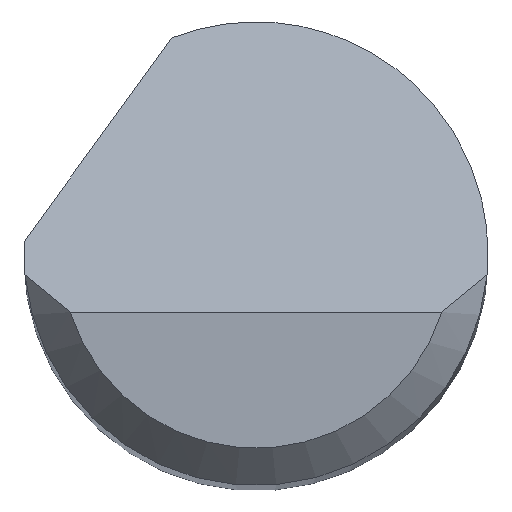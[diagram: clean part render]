
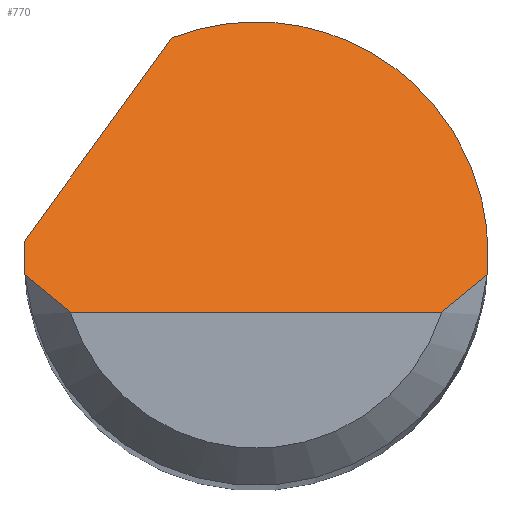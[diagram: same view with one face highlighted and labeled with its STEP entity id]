
A CAD part, top view. The second image highlights one B-rep face of the part: STEP entity #770.
In plain terms, the highlighted planar face has unit normal (0, 0.707, 0.707).
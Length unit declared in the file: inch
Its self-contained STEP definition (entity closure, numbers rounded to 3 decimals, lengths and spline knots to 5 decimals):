
#6 = DIRECTION ( 'NONE',  ( 0., -0.707, -0.707 ) ) ;
#12 = AXIS2_PLACEMENT_3D ( 'NONE', #238, #6, #247 ) ;
#14 = CARTESIAN_POINT ( 'NONE',  ( -0.09371, 0.00333, 1.47292 ) ) ;
#23 = VERTEX_POINT ( 'NONE', #590 ) ;
#30 = CARTESIAN_POINT ( 'NONE',  ( 0.03379, 0.11369, 1.36256 ) ) ;
#34 = VERTEX_POINT ( 'NONE', #647 ) ;
#45 =( BOUNDED_CURVE ( )  B_SPLINE_CURVE ( 3, ( #517, #147, #14, #152 ),
 .UNSPECIFIED., .F., .F. ) 
 B_SPLINE_CURVE_WITH_KNOTS ( ( 4, 4 ),
 ( 4.71239, 4.76575 ),
 .UNSPECIFIED. ) 
 CURVE ( )  GEOMETRIC_REPRESENTATION_ITEM ( )  RATIONAL_B_SPLINE_CURVE ( ( 1., 1., 1., 1. ) ) 
 REPRESENTATION_ITEM ( '' )  );
#53 = CARTESIAN_POINT ( 'NONE',  ( 0., -0.02375, 1.5 ) ) ;
#67 = VERTEX_POINT ( 'NONE', #708 ) ;
#110 = VECTOR ( 'NONE', #763, 39.37008 ) ;
#114 =( BOUNDED_CURVE ( )  B_SPLINE_CURVE ( 3, ( #260, #681, #676, #747 ),
 .UNSPECIFIED., .F., .T. ) 
 B_SPLINE_CURVE_WITH_KNOTS ( ( 4, 4 ),
 ( 1.5708, 1.66427 ),
 .UNSPECIFIED. ) 
 CURVE ( )  GEOMETRIC_REPRESENTATION_ITEM ( )  RATIONAL_B_SPLINE_CURVE ( ( 1., 0.999, 0.999, 1. ) ) 
 REPRESENTATION_ITEM ( '' )  );
#127 = VERTEX_POINT ( 'NONE', #493 ) ;
#131 = VERTEX_POINT ( 'NONE', #431 ) ;
#132 = FACE_OUTER_BOUND ( 'NONE', #344, .T. ) ;
#140 = ORIENTED_EDGE ( 'NONE', *, *, #350, .T. ) ;
#147 = CARTESIAN_POINT ( 'NONE',  ( -0.09375, 0.00167, 1.47458 ) ) ;
#151 =( BOUNDED_CURVE ( )  B_SPLINE_CURVE ( 3, ( #578, #30, #453, #519 ),
 .UNSPECIFIED., .F., .T. ) 
 B_SPLINE_CURVE_WITH_KNOTS ( ( 4, 4 ),
 ( 5.91277, 7.85398 ),
 .UNSPECIFIED. ) 
 CURVE ( )  GEOMETRIC_REPRESENTATION_ITEM ( )  RATIONAL_B_SPLINE_CURVE ( ( 1., 0.71, 0.71, 1. ) ) 
 REPRESENTATION_ITEM ( '' )  );
#152 = CARTESIAN_POINT ( 'NONE',  ( -0.09362, 0.005, 1.47125 ) ) ;
#155 = VERTEX_POINT ( 'NONE', #731 ) ;
#170 = EDGE_CURVE ( 'NONE', #127, #510, #623, .T. ) ;
#199 = CARTESIAN_POINT ( 'NONE',  ( -0.08157, -0.019, 1.49525 ) ) ;
#208 = CARTESIAN_POINT ( 'NONE',  ( -0.09361, -0.00584, 1.48209 ) ) ;
#211 = CARTESIAN_POINT ( 'NONE',  ( -0.09334, -0.00875, 1.485 ) ) ;
#214 = ORIENTED_EDGE ( 'NONE', *, *, #639, .F. ) ;
#238 = CARTESIAN_POINT ( 'NONE',  ( -0.09375, -0.02375, 1.5 ) ) ;
#245 = CARTESIAN_POINT ( 'NONE',  ( 0.07508, -0.02375, 1.5 ) ) ;
#247 = DIRECTION ( 'NONE',  ( 0., 0.707, -0.707 ) ) ;
#260 = CARTESIAN_POINT ( 'NONE',  ( 0.09375, 0., 1.47625 ) ) ;
#275 = VECTOR ( 'NONE', #687, 39.37008 ) ;
#276 = EDGE_CURVE ( 'NONE', #34, #67, #151, .T. ) ;
#312 = ORIENTED_EDGE ( 'NONE', *, *, #564, .F. ) ;
#316 = CARTESIAN_POINT ( 'NONE',  ( 0.08157, -0.019, 1.49525 ) ) ;
#318 = CARTESIAN_POINT ( 'NONE',  ( -0.11014, -0.01781, 1.49406 ) ) ;
#325 = CARTESIAN_POINT ( 'NONE',  ( -0.07508, -0.02375, 1.5 ) ) ;
#330 = B_SPLINE_CURVE_WITH_KNOTS ( 'NONE', 3,
 ( #211, #571, #199, #325 ),
 .UNSPECIFIED., .F., .F.,
 ( 4, 4 ),
 ( 0., 0.00071 ),
 .UNSPECIFIED. ) ;
#344 = EDGE_LOOP ( 'NONE', ( #140, #588, #214, #444, #461, #312, #755, #692 ) ) ;
#350 = EDGE_CURVE ( 'NONE', #23, #127, #477, .T. ) ;
#378 = LINE ( 'NONE', #318, #275 ) ;
#389 = CARTESIAN_POINT ( 'NONE',  ( -0.09375, 0., 1.47625 ) ) ;
#429 = CARTESIAN_POINT ( 'NONE',  ( -0.09375, 0., 1.47625 ) ) ;
#431 = CARTESIAN_POINT ( 'NONE',  ( -0.09334, -0.00875, 1.485 ) ) ;
#444 = ORIENTED_EDGE ( 'NONE', *, *, #276, .F. ) ;
#453 = CARTESIAN_POINT ( 'NONE',  ( 0.09375, 0.07266, 1.40359 ) ) ;
#461 = ORIENTED_EDGE ( 'NONE', *, *, #539, .F. ) ;
#477 = LINE ( 'NONE', #53, #110 ) ;
#489 = CARTESIAN_POINT ( 'NONE',  ( 0.08761, -0.01397, 1.49022 ) ) ;
#491 = PLANE ( 'NONE',  #12 ) ;
#492 = CARTESIAN_POINT ( 'NONE',  ( 0.09334, -0.00875, 1.485 ) ) ;
#493 = CARTESIAN_POINT ( 'NONE',  ( 0.07508, -0.02375, 1.5 ) ) ;
#510 = VERTEX_POINT ( 'NONE', #492 ) ;
#517 = CARTESIAN_POINT ( 'NONE',  ( -0.09375, 0., 1.47625 ) ) ;
#519 = CARTESIAN_POINT ( 'NONE',  ( 0.09375, 0., 1.47625 ) ) ;
#533 = EDGE_CURVE ( 'NONE', #131, #23, #330, .T. ) ;
#539 = EDGE_CURVE ( 'NONE', #155, #34, #378, .T. ) ;
#564 = EDGE_CURVE ( 'NONE', #697, #155, #45, .T. ) ;
#571 = CARTESIAN_POINT ( 'NONE',  ( -0.08761, -0.01397, 1.49022 ) ) ;
#578 = CARTESIAN_POINT ( 'NONE',  ( -0.03394, 0.08739, 1.38886 ) ) ;
#588 = ORIENTED_EDGE ( 'NONE', *, *, #170, .T. ) ;
#590 = CARTESIAN_POINT ( 'NONE',  ( -0.07508, -0.02375, 1.5 ) ) ;
#623 = B_SPLINE_CURVE_WITH_KNOTS ( 'NONE', 3,
 ( #245, #316, #489, #721 ),
 .UNSPECIFIED., .F., .F.,
 ( 4, 4 ),
 ( 0., 0.00071 ),
 .UNSPECIFIED. ) ;
#639 = EDGE_CURVE ( 'NONE', #67, #510, #114, .T. ) ;
#647 = CARTESIAN_POINT ( 'NONE',  ( -0.03394, 0.08739, 1.38886 ) ) ;
#653 = EDGE_CURVE ( 'NONE', #131, #697, #682, .T. ) ;
#676 = CARTESIAN_POINT ( 'NONE',  ( 0.09361, -0.00584, 1.48209 ) ) ;
#681 = CARTESIAN_POINT ( 'NONE',  ( 0.09375, -0.00292, 1.47917 ) ) ;
#682 =( BOUNDED_CURVE ( )  B_SPLINE_CURVE ( 3, ( #743, #208, #690, #389 ),
 .UNSPECIFIED., .F., .T. ) 
 B_SPLINE_CURVE_WITH_KNOTS ( ( 4, 4 ),
 ( 4.61892, 4.71239 ),
 .UNSPECIFIED. ) 
 CURVE ( )  GEOMETRIC_REPRESENTATION_ITEM ( )  RATIONAL_B_SPLINE_CURVE ( ( 1., 0.999, 0.999, 1. ) ) 
 REPRESENTATION_ITEM ( '' )  );
#687 = DIRECTION ( 'NONE',  ( 0.456, 0.629, -0.629 ) ) ;
#690 = CARTESIAN_POINT ( 'NONE',  ( -0.09375, -0.00292, 1.47917 ) ) ;
#692 = ORIENTED_EDGE ( 'NONE', *, *, #533, .T. ) ;
#697 = VERTEX_POINT ( 'NONE', #429 ) ;
#708 = CARTESIAN_POINT ( 'NONE',  ( 0.09375, 0., 1.47625 ) ) ;
#721 = CARTESIAN_POINT ( 'NONE',  ( 0.09334, -0.00875, 1.485 ) ) ;
#731 = CARTESIAN_POINT ( 'NONE',  ( -0.09362, 0.005, 1.47125 ) ) ;
#743 = CARTESIAN_POINT ( 'NONE',  ( -0.09334, -0.00875, 1.485 ) ) ;
#747 = CARTESIAN_POINT ( 'NONE',  ( 0.09334, -0.00875, 1.485 ) ) ;
#755 = ORIENTED_EDGE ( 'NONE', *, *, #653, .F. ) ;
#763 = DIRECTION ( 'NONE',  ( 1., 0., 0. ) ) ;
#770 = ADVANCED_FACE ( 'NONE', ( #132 ), #491, .F. ) ;
